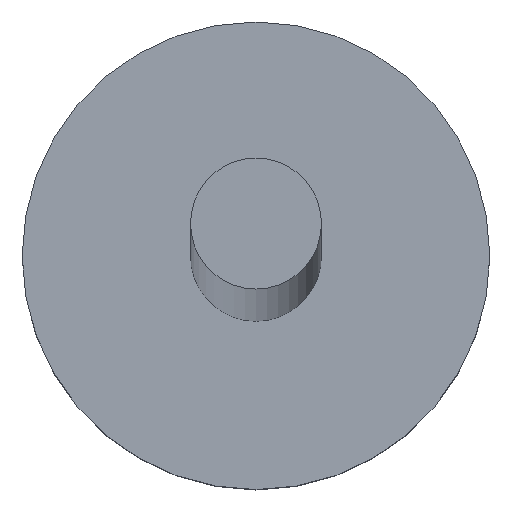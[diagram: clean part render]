
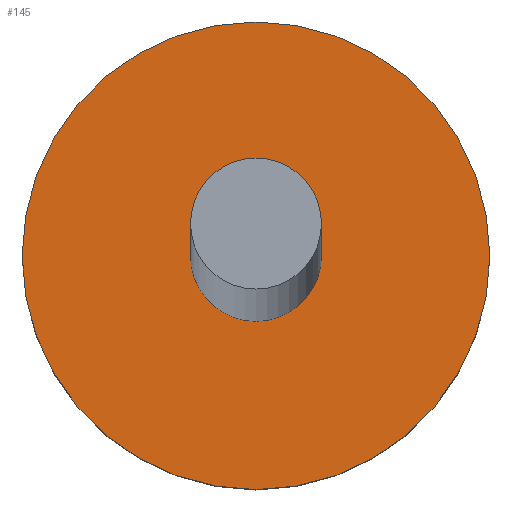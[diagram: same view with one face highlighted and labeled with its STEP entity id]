
A CAD part, top view. The second image highlights one B-rep face of the part: STEP entity #145.
In plain terms, the highlighted planar face has unit normal (0, 0, 1).
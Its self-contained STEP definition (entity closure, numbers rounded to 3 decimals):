
#2 = PLANE ( 'NONE',  #221 ) ;
#14 = DIRECTION ( 'NONE',  ( 1., 0., 0. ) ) ;
#23 = EDGE_CURVE ( 'NONE', #134, #66, #125, .T. ) ;
#26 = DIRECTION ( 'NONE',  ( 0., 0., 1. ) ) ;
#27 = CARTESIAN_POINT ( 'NONE',  ( 0., 0., 1.2 ) ) ;
#29 = DIRECTION ( 'NONE',  ( 1., 0., 0. ) ) ;
#34 = ORIENTED_EDGE ( 'NONE', *, *, #140, .F. ) ;
#37 = CIRCLE ( 'NONE', #203, 1.25 ) ;
#38 = DIRECTION ( 'NONE',  ( 0., 0., 1. ) ) ;
#58 = EDGE_CURVE ( 'NONE', #253, #195, #110, .T. ) ;
#66 = VERTEX_POINT ( 'NONE', #164 ) ;
#77 = AXIS2_PLACEMENT_3D ( 'NONE', #119, #196, #29 ) ;
#80 = DIRECTION ( 'NONE',  ( 0., 0., 1. ) ) ;
#88 = EDGE_LOOP ( 'NONE', ( #217, #34 ) ) ;
#92 = CARTESIAN_POINT ( 'NONE',  ( 0., 0., 1.2 ) ) ;
#94 = AXIS2_PLACEMENT_3D ( 'NONE', #131, #173, #151 ) ;
#96 = ORIENTED_EDGE ( 'NONE', *, *, #109, .T. ) ;
#99 = DIRECTION ( 'NONE',  ( 1., 0., 0. ) ) ;
#106 = AXIS2_PLACEMENT_3D ( 'NONE', #92, #38, #14 ) ;
#109 = EDGE_CURVE ( 'NONE', #66, #134, #37, .T. ) ;
#110 = CIRCLE ( 'NONE', #106, 0.35 ) ;
#119 = CARTESIAN_POINT ( 'NONE',  ( 0., 0., 1.2 ) ) ;
#125 = CIRCLE ( 'NONE', #77, 1.25 ) ;
#127 = CARTESIAN_POINT ( 'NONE',  ( -0.35, 0., 1.2 ) ) ;
#130 = CARTESIAN_POINT ( 'NONE',  ( 0., 0., 1.2 ) ) ;
#131 = CARTESIAN_POINT ( 'NONE',  ( 0., 0., 1.2 ) ) ;
#134 = VERTEX_POINT ( 'NONE', #189 ) ;
#140 = EDGE_CURVE ( 'NONE', #195, #253, #170, .T. ) ;
#145 = ADVANCED_FACE ( 'NONE', ( #153, #146 ), #2, .T. ) ;
#146 = FACE_OUTER_BOUND ( 'NONE', #148, .T. ) ;
#148 = EDGE_LOOP ( 'NONE', ( #96, #220 ) ) ;
#151 = DIRECTION ( 'NONE',  ( 1., 0., 0. ) ) ;
#153 = FACE_BOUND ( 'NONE', #88, .T. ) ;
#164 = CARTESIAN_POINT ( 'NONE',  ( -1.25, 0., 1.2 ) ) ;
#168 = DIRECTION ( 'NONE',  ( 1., 0., 0. ) ) ;
#170 = CIRCLE ( 'NONE', #94, 0.35 ) ;
#173 = DIRECTION ( 'NONE',  ( 0., 0., 1. ) ) ;
#189 = CARTESIAN_POINT ( 'NONE',  ( 1.25, 0., 1.2 ) ) ;
#195 = VERTEX_POINT ( 'NONE', #229 ) ;
#196 = DIRECTION ( 'NONE',  ( 0., 0., 1. ) ) ;
#203 = AXIS2_PLACEMENT_3D ( 'NONE', #27, #26, #99 ) ;
#217 = ORIENTED_EDGE ( 'NONE', *, *, #58, .F. ) ;
#220 = ORIENTED_EDGE ( 'NONE', *, *, #23, .T. ) ;
#221 = AXIS2_PLACEMENT_3D ( 'NONE', #130, #80, #168 ) ;
#229 = CARTESIAN_POINT ( 'NONE',  ( 0.35, 0., 1.2 ) ) ;
#253 = VERTEX_POINT ( 'NONE', #127 ) ;
